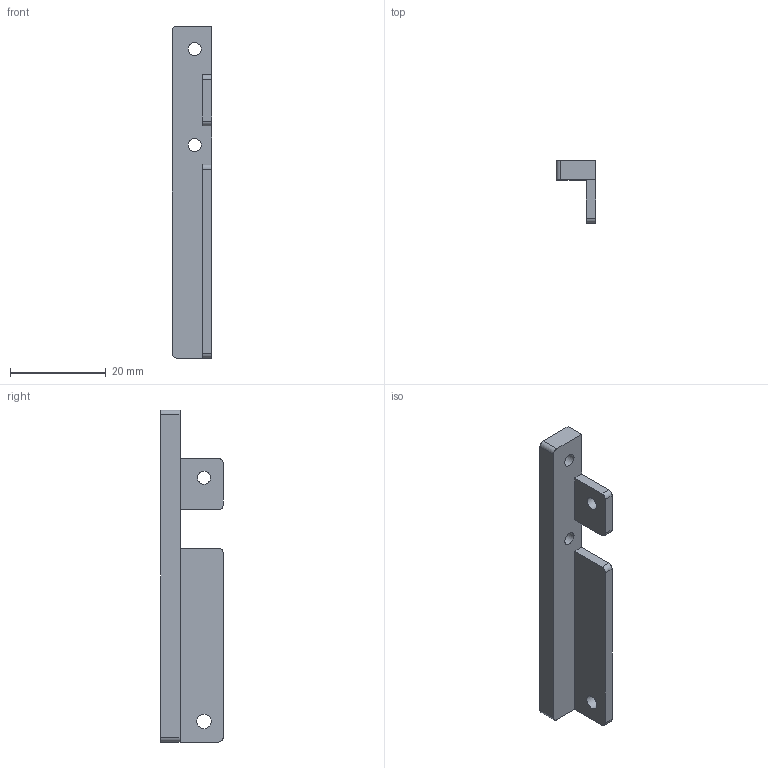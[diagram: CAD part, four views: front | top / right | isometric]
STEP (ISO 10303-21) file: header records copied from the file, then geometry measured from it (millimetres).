
FILE_DESCRIPTION(/* description */ ('Unknown'),/* implementation_level */ '2;1');
FILE_NAME(/* name */ 'BoardToClipAdaptor01_mirror',/* time_stamp */ '2023-04-19T13:34:06+01:00',/* author */ ('Unknown'),/* organization */ ('Unknown'),/* preprocessor_version */ 'ST-DEVELOPER v18.102',/* originating_system */ 'Solid Edge',/* authorisation */ 'Unknown');
FILE_SCHEMA (('AUTOMOTIVE_DESIGN {1 0 10303 214 3 1 1}'));
Length unit declared in the file: millimetre
Products named in the file (1): BoardToClipAdaptor01_mirror
Bounding box: 8.32 x 13 x 69.17 mm (x, y, z)
Volume: 3146 mm3; surface area: 2807.4 mm2
Topology: 1 solids, 1 shells, 23 faces, 65 edges, 44 vertices
Faces by surface type: plane 13, cylinder 10
Full cylindrical faces by diameter (mm): 2.7 x3, 3 x1
Entity records: 763 total; most frequent: DIRECTION 127, CARTESIAN_POINT 125, ORIENTED_EDGE 118, EDGE_CURVE 59, AXIS2_PLACEMENT_3D 44, VERTEX_POINT 42, LINE 39, VECTOR 39
